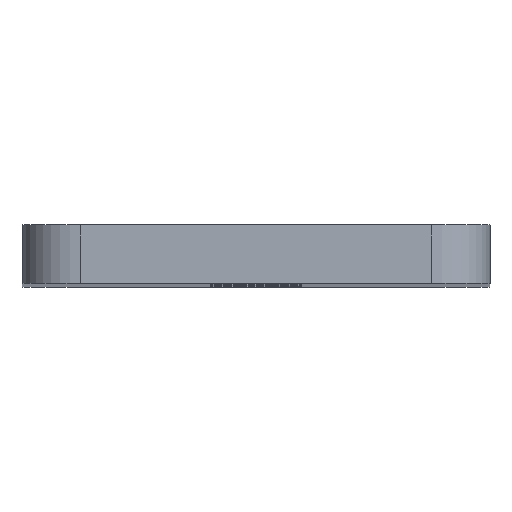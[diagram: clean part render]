
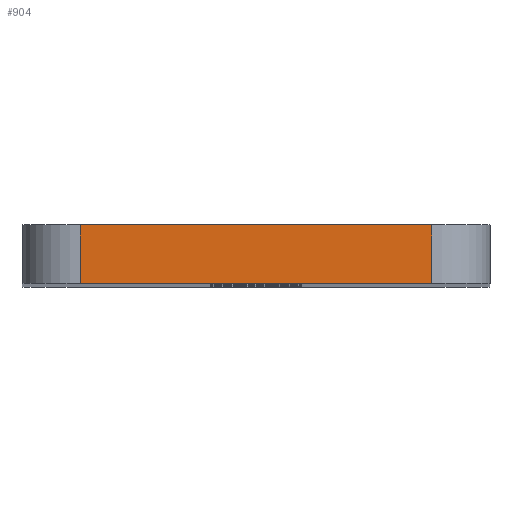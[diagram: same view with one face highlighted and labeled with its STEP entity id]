
A CAD part, top view. The second image highlights one B-rep face of the part: STEP entity #904.
In plain terms, the highlighted planar face has unit normal (0, 0, 1).
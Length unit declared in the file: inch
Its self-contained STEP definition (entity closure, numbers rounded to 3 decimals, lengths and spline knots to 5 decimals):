
#30 = VERTEX_POINT ( 'NONE', #805 ) ;
#46 = LINE ( 'NONE', #377, #556 ) ;
#90 = CARTESIAN_POINT ( 'NONE',  ( -0.5, 0.125, 0.25 ) ) ;
#127 = VECTOR ( 'NONE', #952, 39.37008 ) ;
#166 = ORIENTED_EDGE ( 'NONE', *, *, #213, .F. ) ;
#175 = VECTOR ( 'NONE', #662, 39.37008 ) ;
#194 = DIRECTION ( 'NONE',  ( 0., 0., -1. ) ) ;
#213 = EDGE_CURVE ( 'NONE', #922, #30, #342, .T. ) ;
#214 = VECTOR ( 'NONE', #526, 39.37008 ) ;
#314 = VERTEX_POINT ( 'NONE', #827 ) ;
#323 = EDGE_CURVE ( 'NONE', #314, #30, #912, .T. ) ;
#342 = LINE ( 'NONE', #90, #175 ) ;
#354 = EDGE_LOOP ( 'NONE', ( #166, #356, #925, #582 ) ) ;
#356 = ORIENTED_EDGE ( 'NONE', *, *, #507, .T. ) ;
#377 = CARTESIAN_POINT ( 'NONE',  ( -0.5, 0., 0.25 ) ) ;
#419 = EDGE_CURVE ( 'NONE', #1002, #314, #46, .T. ) ;
#460 = DIRECTION ( 'NONE',  ( -1., 0., 0. ) ) ;
#507 = EDGE_CURVE ( 'NONE', #922, #1002, #706, .T. ) ;
#525 = FACE_OUTER_BOUND ( 'NONE', #354, .T. ) ;
#526 = DIRECTION ( 'NONE',  ( 0., 1., 0. ) ) ;
#540 = CARTESIAN_POINT ( 'NONE',  ( -0.5, 0.125, 0.25 ) ) ;
#556 = VECTOR ( 'NONE', #1017, 39.37008 ) ;
#579 = AXIS2_PLACEMENT_3D ( 'NONE', #540, #194, #460 ) ;
#582 = ORIENTED_EDGE ( 'NONE', *, *, #323, .T. ) ;
#613 = CARTESIAN_POINT ( 'NONE',  ( 0.375, 0.125, 0.25 ) ) ;
#628 = CARTESIAN_POINT ( 'NONE',  ( -0.375, 0.125, 0.25 ) ) ;
#636 = CARTESIAN_POINT ( 'NONE',  ( -0.375, 0., 0.25 ) ) ;
#662 = DIRECTION ( 'NONE',  ( 1., 0., 0. ) ) ;
#681 = PLANE ( 'NONE',  #579 ) ;
#706 = LINE ( 'NONE', #628, #127 ) ;
#777 = CARTESIAN_POINT ( 'NONE',  ( -0.375, 0.125, 0.25 ) ) ;
#805 = CARTESIAN_POINT ( 'NONE',  ( 0.375, 0.125, 0.25 ) ) ;
#827 = CARTESIAN_POINT ( 'NONE',  ( 0.375, 0., 0.25 ) ) ;
#904 = ADVANCED_FACE ( 'NONE', ( #525 ), #681, .F. ) ;
#912 = LINE ( 'NONE', #613, #214 ) ;
#922 = VERTEX_POINT ( 'NONE', #777 ) ;
#925 = ORIENTED_EDGE ( 'NONE', *, *, #419, .T. ) ;
#952 = DIRECTION ( 'NONE',  ( 0., -1., 0. ) ) ;
#1002 = VERTEX_POINT ( 'NONE', #636 ) ;
#1017 = DIRECTION ( 'NONE',  ( 1., 0., 0. ) ) ;
